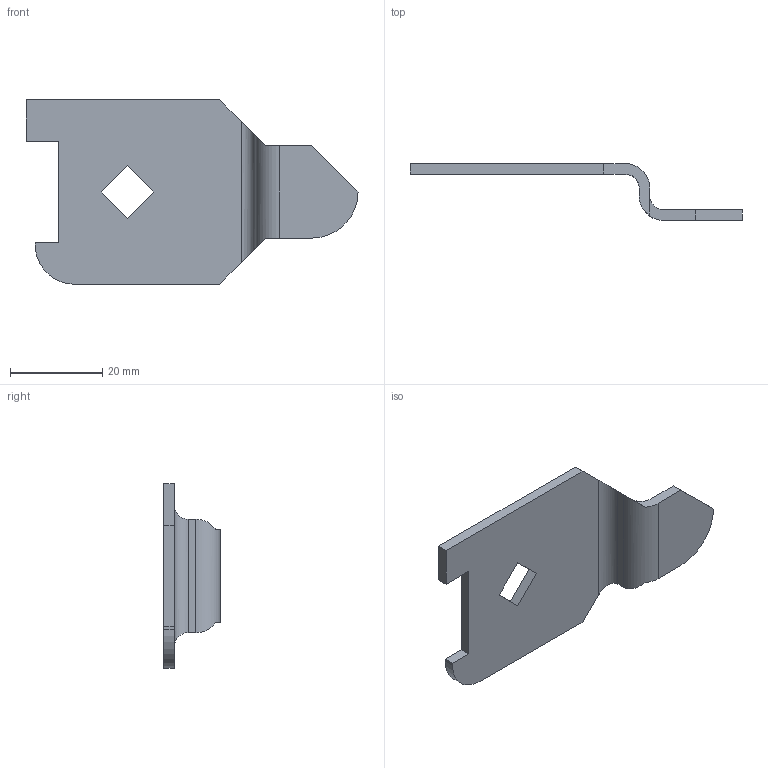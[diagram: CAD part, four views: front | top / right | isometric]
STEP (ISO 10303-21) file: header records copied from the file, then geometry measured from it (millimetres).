
FILE_DESCRIPTION (( 'STEP AP203' ), '1' );
FILE_NAME ('AC-25-A.STEP', '2020-08-21T04:12:44', ( '' ), ( '' ), 'SwSTEP 2.0', 'SolidWorks 2018', '' );
FILE_SCHEMA (( 'CONFIG_CONTROL_DESIGN' ));
Length unit declared in the file: millimetre
Products named in the file (1): AC-25-A
Bounding box: 72 x 12.3 x 40 mm (x, y, z)
Volume: 5058.9 mm3; surface area: 4994.6 mm2
Topology: 1 solids, 1 shells, 28 faces, 76 edges, 50 vertices
Faces by surface type: plane 22, cylinder 6
Entity records: 953 total; most frequent: CARTESIAN_POINT 173, ORIENTED_EDGE 152, DIRECTION 136, EDGE_CURVE 76, VECTOR 62, LINE 62, VERTEX_POINT 50, AXIS2_PLACEMENT_3D 37
